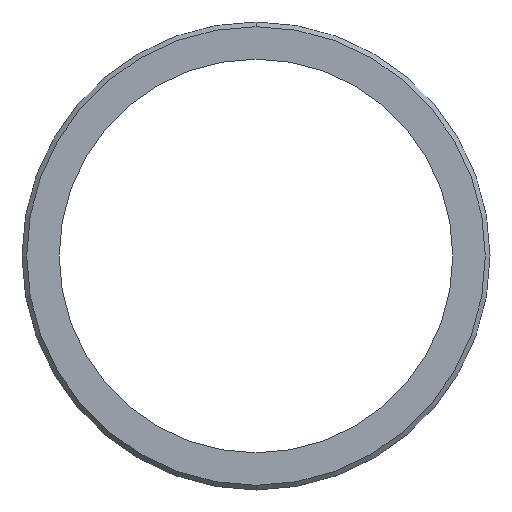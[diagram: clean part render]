
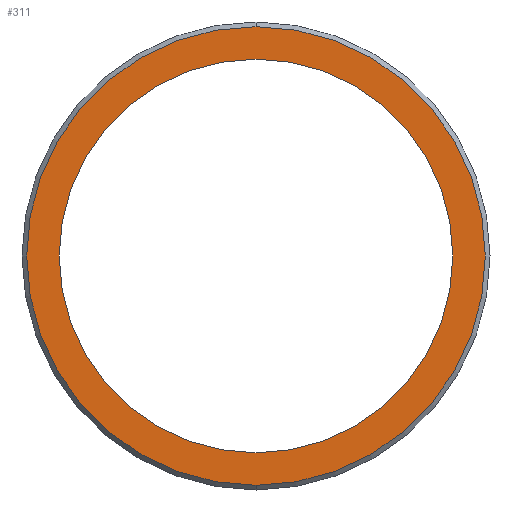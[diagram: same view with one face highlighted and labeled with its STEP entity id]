
A CAD part, front view. The second image highlights one B-rep face of the part: STEP entity #311.
In plain terms, the highlighted planar face has unit normal (0, -1, 0).
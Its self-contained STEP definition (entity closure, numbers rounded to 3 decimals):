
#6 = EDGE_CURVE ( 'NONE', #32, #408, #366, .T. ) ;
#17 = DIRECTION ( 'NONE',  ( 0., 1., 0. ) ) ;
#32 = VERTEX_POINT ( 'NONE', #194 ) ;
#35 = FACE_BOUND ( 'NONE', #153, .T. ) ;
#44 = CARTESIAN_POINT ( 'NONE',  ( 0., 0., 10.5 ) ) ;
#51 = EDGE_CURVE ( 'NONE', #234, #63, #176, .T. ) ;
#58 = CARTESIAN_POINT ( 'NONE',  ( 0., 0., 0. ) ) ;
#63 = VERTEX_POINT ( 'NONE', #253 ) ;
#69 = CIRCLE ( 'NONE', #291, 12.235 ) ;
#112 = ORIENTED_EDGE ( 'NONE', *, *, #246, .T. ) ;
#122 = DIRECTION ( 'NONE',  ( 0., 0., 1. ) ) ;
#128 = AXIS2_PLACEMENT_3D ( 'NONE', #411, #17, #238 ) ;
#153 = EDGE_LOOP ( 'NONE', ( #254, #112 ) ) ;
#154 = DIRECTION ( 'NONE',  ( 0., -1., 0. ) ) ;
#158 = CARTESIAN_POINT ( 'NONE',  ( 0., 0., 0. ) ) ;
#175 = CARTESIAN_POINT ( 'NONE',  ( 0., 0., 0. ) ) ;
#176 = CIRCLE ( 'NONE', #428, 10.5 ) ;
#186 = CARTESIAN_POINT ( 'NONE',  ( 0., 0., -12.235 ) ) ;
#194 = CARTESIAN_POINT ( 'NONE',  ( 0., 0., 12.235 ) ) ;
#195 = DIRECTION ( 'NONE',  ( 0., -1., 0. ) ) ;
#207 = DIRECTION ( 'NONE',  ( 0., 0., 1. ) ) ;
#219 = ORIENTED_EDGE ( 'NONE', *, *, #417, .T. ) ;
#229 = EDGE_LOOP ( 'NONE', ( #268, #219 ) ) ;
#234 = VERTEX_POINT ( 'NONE', #44 ) ;
#238 = DIRECTION ( 'NONE',  ( 0., 0., 1. ) ) ;
#246 = EDGE_CURVE ( 'NONE', #63, #234, #342, .T. ) ;
#253 = CARTESIAN_POINT ( 'NONE',  ( 0., 0., -10.5 ) ) ;
#254 = ORIENTED_EDGE ( 'NONE', *, *, #51, .T. ) ;
#261 = AXIS2_PLACEMENT_3D ( 'NONE', #175, #409, #207 ) ;
#268 = ORIENTED_EDGE ( 'NONE', *, *, #6, .T. ) ;
#291 = AXIS2_PLACEMENT_3D ( 'NONE', #355, #154, #388 ) ;
#308 = PLANE ( 'NONE',  #128 ) ;
#311 = ADVANCED_FACE ( 'NONE', ( #363, #35 ), #308, .F. ) ;
#342 = CIRCLE ( 'NONE', #261, 10.5 ) ;
#355 = CARTESIAN_POINT ( 'NONE',  ( 0., 0., 0. ) ) ;
#362 = DIRECTION ( 'NONE',  ( 0., 1., 0. ) ) ;
#363 = FACE_OUTER_BOUND ( 'NONE', #229, .T. ) ;
#366 = CIRCLE ( 'NONE', #405, 12.235 ) ;
#388 = DIRECTION ( 'NONE',  ( 0., 0., 1. ) ) ;
#405 = AXIS2_PLACEMENT_3D ( 'NONE', #58, #195, #427 ) ;
#408 = VERTEX_POINT ( 'NONE', #186 ) ;
#409 = DIRECTION ( 'NONE',  ( 0., 1., 0. ) ) ;
#411 = CARTESIAN_POINT ( 'NONE',  ( 0., 0., 0. ) ) ;
#417 = EDGE_CURVE ( 'NONE', #408, #32, #69, .T. ) ;
#427 = DIRECTION ( 'NONE',  ( 0., 0., 1. ) ) ;
#428 = AXIS2_PLACEMENT_3D ( 'NONE', #158, #362, #122 ) ;
